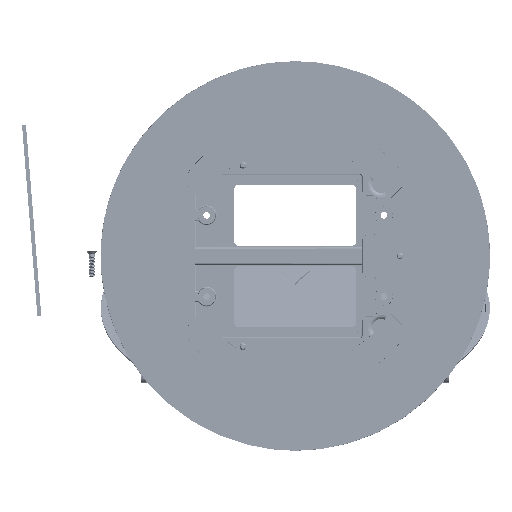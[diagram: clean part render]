
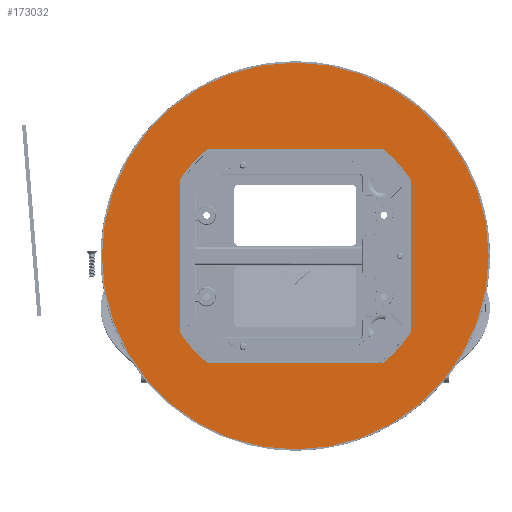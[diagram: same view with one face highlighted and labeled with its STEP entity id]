
A CAD part, front view. The second image highlights one B-rep face of the part: STEP entity #173032.
In plain terms, the highlighted planar face has unit normal (0, -1, 0).
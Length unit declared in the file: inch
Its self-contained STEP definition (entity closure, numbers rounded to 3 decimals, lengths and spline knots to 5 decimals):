
#2394 = ORIENTED_EDGE ( 'NONE', *, *, #64925, .F. ) ;
#8668 = DIRECTION ( 'NONE',  ( 0., 1., 0. ) ) ;
#11870 = DIRECTION ( 'NONE',  ( 0., 1., 0. ) ) ;
#12511 = DIRECTION ( 'NONE',  ( -1., 0., 0. ) ) ;
#18729 = DIRECTION ( 'NONE',  ( 1., 0., 0. ) ) ;
#20981 = EDGE_CURVE ( 'NONE', #222666, #29802, #122048, .T. ) ;
#24102 = CARTESIAN_POINT ( 'NONE',  ( -2.49, -0.1255, -1.63716 ) ) ;
#26605 = EDGE_CURVE ( 'NONE', #79277, #29802, #185972, .T. ) ;
#26852 = DIRECTION ( 'NONE',  ( 0., 0., -1. ) ) ;
#27774 = VERTEX_POINT ( 'NONE', #126983 ) ;
#28030 = AXIS2_PLACEMENT_3D ( 'NONE', #119686, #77825, #125228 ) ;
#28111 = LINE ( 'NONE', #176062, #201623 ) ;
#29802 = VERTEX_POINT ( 'NONE', #157037 ) ;
#30940 = EDGE_CURVE ( 'NONE', #89303, #144868, #169917, .T. ) ;
#31463 = ORIENTED_EDGE ( 'NONE', *, *, #20981, .F. ) ;
#33417 = CIRCLE ( 'NONE', #273953, 2.98 ) ;
#37313 = DIRECTION ( 'NONE',  ( -1., 0., 0. ) ) ;
#41760 = VECTOR ( 'NONE', #26852, 39.37008 ) ;
#47438 = PLANE ( 'NONE',  #196757 ) ;
#51058 = VECTOR ( 'NONE', #12511, 39.37008 ) ;
#57028 = EDGE_CURVE ( 'NONE', #100870, #100870, #152759, .T. ) ;
#60005 = VERTEX_POINT ( 'NONE', #193712 ) ;
#61912 = FACE_BOUND ( 'NONE', #218857, .T. ) ;
#64266 = CARTESIAN_POINT ( 'NONE',  ( -1.90089, -0.1255, 2.295 ) ) ;
#64925 = EDGE_CURVE ( 'NONE', #89303, #267128, #224550, .T. ) ;
#68754 = CARTESIAN_POINT ( 'NONE',  ( -1.90089, -0.1255, -2.295 ) ) ;
#76443 = DIRECTION ( 'NONE',  ( 0., 1., 0. ) ) ;
#77825 = DIRECTION ( 'NONE',  ( 0., 1., 0. ) ) ;
#79277 = VERTEX_POINT ( 'NONE', #190335 ) ;
#89303 = VERTEX_POINT ( 'NONE', #157368 ) ;
#98621 = AXIS2_PLACEMENT_3D ( 'NONE', #190040, #192798, #110494 ) ;
#100247 = ORIENTED_EDGE ( 'NONE', *, *, #57028, .F. ) ;
#100870 = VERTEX_POINT ( 'NONE', #227661 ) ;
#104544 = EDGE_CURVE ( 'NONE', #222666, #60005, #33417, .T. ) ;
#110494 = DIRECTION ( 'NONE',  ( -1., 0., 0. ) ) ;
#117489 = CARTESIAN_POINT ( 'NONE',  ( 0., -0.1255, 0. ) ) ;
#118580 = CARTESIAN_POINT ( 'NONE',  ( 1.90089, -0.1255, 2.295 ) ) ;
#119686 = CARTESIAN_POINT ( 'NONE',  ( 0., -0.1255, 0. ) ) ;
#122048 = LINE ( 'NONE', #233514, #273540 ) ;
#125228 = DIRECTION ( 'NONE',  ( -1., 0., 0. ) ) ;
#125750 = CARTESIAN_POINT ( 'NONE',  ( 2.49, -0.1255, 1.63716 ) ) ;
#126983 = CARTESIAN_POINT ( 'NONE',  ( -2.49, -0.1255, 1.63716 ) ) ;
#134016 = DIRECTION ( 'NONE',  ( 0., 1., 0. ) ) ;
#136914 = ORIENTED_EDGE ( 'NONE', *, *, #30940, .T. ) ;
#141538 = AXIS2_PLACEMENT_3D ( 'NONE', #226651, #11870, #186296 ) ;
#144868 = VERTEX_POINT ( 'NONE', #125750 ) ;
#152759 = CIRCLE ( 'NONE', #28030, 4.16 ) ;
#157037 = CARTESIAN_POINT ( 'NONE',  ( 1.90089, -0.1255, -2.295 ) ) ;
#157368 = CARTESIAN_POINT ( 'NONE',  ( 1.90089, -0.1255, 2.295 ) ) ;
#166486 = EDGE_CURVE ( 'NONE', #79277, #144868, #28111, .T. ) ;
#167099 = CARTESIAN_POINT ( 'NONE',  ( 0., -0.1255, 0. ) ) ;
#169917 = CIRCLE ( 'NONE', #98621, 2.98 ) ;
#170743 = FACE_OUTER_BOUND ( 'NONE', #241258, .T. ) ;
#173032 = ADVANCED_FACE ( 'NONE', ( #61912, #170743 ), #47438, .F. ) ;
#176062 = CARTESIAN_POINT ( 'NONE',  ( 2.49, -0.1255, 1.63716 ) ) ;
#177459 = EDGE_CURVE ( 'NONE', #27774, #60005, #217986, .T. ) ;
#183188 = ORIENTED_EDGE ( 'NONE', *, *, #26605, .T. ) ;
#185972 = CIRCLE ( 'NONE', #141538, 2.98 ) ;
#186296 = DIRECTION ( 'NONE',  ( -1., 0., 0. ) ) ;
#190040 = CARTESIAN_POINT ( 'NONE',  ( 0., -0.1255, 0. ) ) ;
#190335 = CARTESIAN_POINT ( 'NONE',  ( 2.49, -0.1255, -1.63716 ) ) ;
#192798 = DIRECTION ( 'NONE',  ( 0., 1., 0. ) ) ;
#193712 = CARTESIAN_POINT ( 'NONE',  ( -2.49, -0.1255, -1.63716 ) ) ;
#194257 = ORIENTED_EDGE ( 'NONE', *, *, #177459, .F. ) ;
#196757 = AXIS2_PLACEMENT_3D ( 'NONE', #239883, #134016, #219043 ) ;
#199407 = ORIENTED_EDGE ( 'NONE', *, *, #203394, .T. ) ;
#201623 = VECTOR ( 'NONE', #238710, 39.37008 ) ;
#202614 = DIRECTION ( 'NONE',  ( -1., 0., 0. ) ) ;
#203394 = EDGE_CURVE ( 'NONE', #27774, #267128, #243924, .T. ) ;
#217986 = LINE ( 'NONE', #24102, #41760 ) ;
#218857 = EDGE_LOOP ( 'NONE', ( #222739, #194257, #199407, #2394, #136914, #238961, #183188, #31463 ) ) ;
#219043 = DIRECTION ( 'NONE',  ( -1., 0., 0. ) ) ;
#222666 = VERTEX_POINT ( 'NONE', #68754 ) ;
#222739 = ORIENTED_EDGE ( 'NONE', *, *, #104544, .T. ) ;
#224550 = LINE ( 'NONE', #118580, #51058 ) ;
#226651 = CARTESIAN_POINT ( 'NONE',  ( 0., -0.1255, 0. ) ) ;
#227661 = CARTESIAN_POINT ( 'NONE',  ( -4.16, -0.1255, 0. ) ) ;
#233514 = CARTESIAN_POINT ( 'NONE',  ( -1.90089, -0.1255, -2.295 ) ) ;
#238710 = DIRECTION ( 'NONE',  ( 0., 0., 1. ) ) ;
#238961 = ORIENTED_EDGE ( 'NONE', *, *, #166486, .F. ) ;
#239883 = CARTESIAN_POINT ( 'NONE',  ( 0., -0.1255, 0. ) ) ;
#241258 = EDGE_LOOP ( 'NONE', ( #100247 ) ) ;
#243924 = CIRCLE ( 'NONE', #248318, 2.98 ) ;
#248318 = AXIS2_PLACEMENT_3D ( 'NONE', #117489, #8668, #202614 ) ;
#267128 = VERTEX_POINT ( 'NONE', #64266 ) ;
#273540 = VECTOR ( 'NONE', #18729, 39.37008 ) ;
#273953 = AXIS2_PLACEMENT_3D ( 'NONE', #167099, #76443, #37313 ) ;
